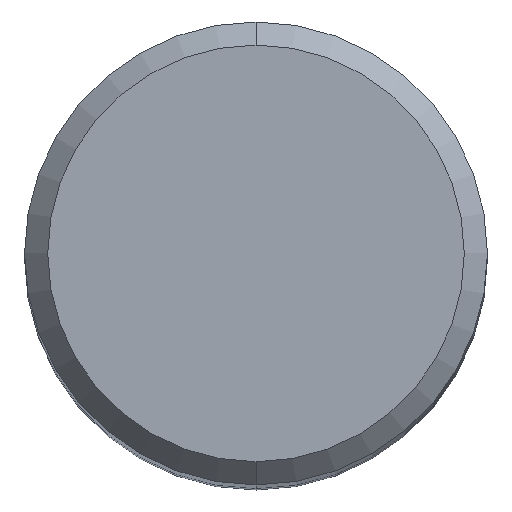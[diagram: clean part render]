
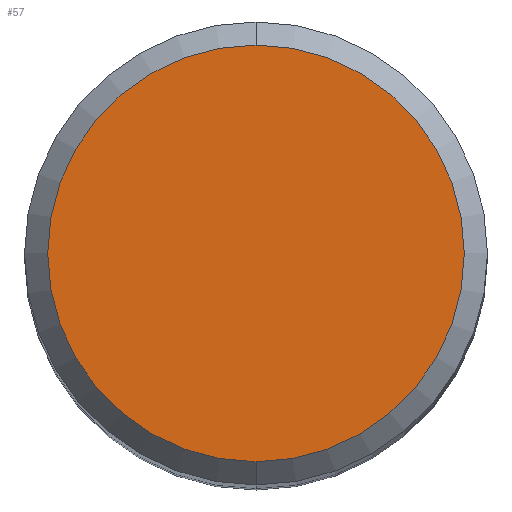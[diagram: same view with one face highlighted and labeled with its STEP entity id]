
A CAD part, top view. The second image highlights one B-rep face of the part: STEP entity #57.
In plain terms, the highlighted planar face has unit normal (0, 0, 1).
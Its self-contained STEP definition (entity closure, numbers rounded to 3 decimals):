
#47=PLANE('',#275);
#57=ADVANCED_FACE('',(#71),#47,.F.);
#71=FACE_OUTER_BOUND('',#81,.T.);
#81=EDGE_LOOP('',(#122,#123));
#90=CIRCLE('',#271,9.);
#91=CIRCLE('',#273,9.);
#122=ORIENTED_EDGE('',*,*,#149,.F.);
#123=ORIENTED_EDGE('',*,*,#147,.F.);
#132=VERTEX_POINT('',#392);
#133=VERTEX_POINT('',#394);
#147=EDGE_CURVE('',#132,#133,#90,.T.);
#149=EDGE_CURVE('',#133,#132,#91,.T.);
#271=AXIS2_PLACEMENT_3D('',#393,#337,#338);
#273=AXIS2_PLACEMENT_3D('',#397,#342,#343);
#275=AXIS2_PLACEMENT_3D('',#399,#346,#347);
#337=DIRECTION('',(0.,0.,-1.));
#338=DIRECTION('',(0.,-1.,0.));
#342=DIRECTION('',(0.,0.,-1.));
#343=DIRECTION('',(0.,1.,0.));
#346=DIRECTION('',(0.,0.,-1.));
#347=DIRECTION('',(0.,1.,0.));
#392=CARTESIAN_POINT('',(0.,-9.,127.));
#393=CARTESIAN_POINT('',(0.,0.,127.));
#394=CARTESIAN_POINT('',(0.,9.,127.));
#397=CARTESIAN_POINT('',(0.,0.,127.));
#399=CARTESIAN_POINT('',(0.,0.,127.));
